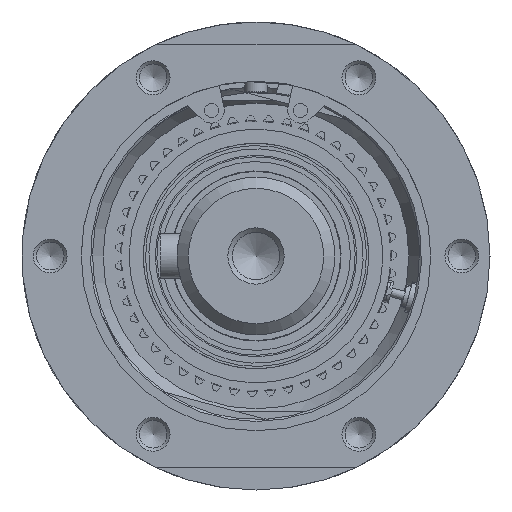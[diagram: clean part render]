
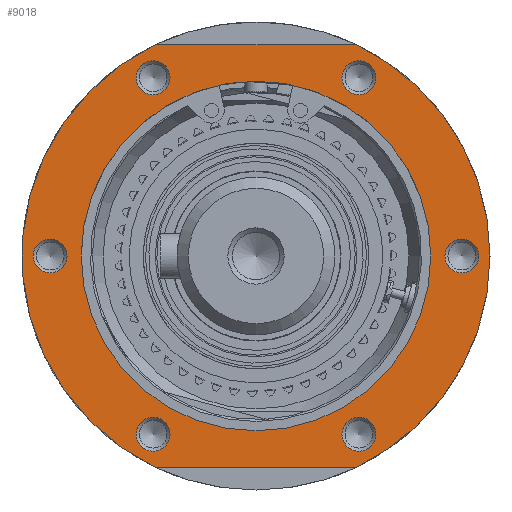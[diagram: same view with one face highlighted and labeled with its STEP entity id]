
A CAD part, left-side view. The second image highlights one B-rep face of the part: STEP entity #9018.
In plain terms, the highlighted planar face has unit normal (-1, 0, 0).
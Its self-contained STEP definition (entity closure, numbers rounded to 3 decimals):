
#279=PLANE('',#9733);
#436=FACE_BOUND('',#1110,.T.);
#437=FACE_BOUND('',#1111,.T.);
#438=FACE_BOUND('',#1112,.T.);
#439=FACE_BOUND('',#1113,.T.);
#440=FACE_BOUND('',#1114,.T.);
#441=FACE_BOUND('',#1115,.T.);
#442=FACE_BOUND('',#1116,.T.);
#523=FACE_OUTER_BOUND('',#1109,.T.);
#1109=EDGE_LOOP('',(#5822,#5823,#5824,#5825,#5826));
#1110=EDGE_LOOP('',(#5827));
#1111=EDGE_LOOP('',(#5828));
#1112=EDGE_LOOP('',(#5829));
#1113=EDGE_LOOP('',(#5830,#5831));
#1114=EDGE_LOOP('',(#5832));
#1115=EDGE_LOOP('',(#5833));
#1116=EDGE_LOOP('',(#5834));
#1955=LINE('',#14382,#2306);
#1959=LINE('',#14393,#2310);
#2306=VECTOR('',#11151,10.);
#2310=VECTOR('',#11161,10.);
#2675=CIRCLE('',#9726,41.5);
#2676=CIRCLE('',#9727,41.5);
#2677=CIRCLE('',#9728,41.5);
#2678=CIRCLE('',#9730,3.);
#2681=CIRCLE('',#9734,3.);
#2682=CIRCLE('',#9735,3.);
#2683=CIRCLE('',#9736,3.);
#2684=CIRCLE('',#9737,31.);
#2685=CIRCLE('',#9738,31.);
#2686=CIRCLE('',#9739,3.);
#2687=CIRCLE('',#9740,3.);
#3426=VERTEX_POINT('',#14379);
#3427=VERTEX_POINT('',#14381);
#3430=VERTEX_POINT('',#14390);
#3431=VERTEX_POINT('',#14392);
#3434=VERTEX_POINT('',#14400);
#3435=VERTEX_POINT('',#14406);
#3438=VERTEX_POINT('',#14414);
#3439=VERTEX_POINT('',#14416);
#3440=VERTEX_POINT('',#14418);
#3441=VERTEX_POINT('',#14420);
#3442=VERTEX_POINT('',#14421);
#3443=VERTEX_POINT('',#14424);
#3444=VERTEX_POINT('',#14426);
#4374=EDGE_CURVE('',#3427,#3426,#1955,.T.);
#4379=EDGE_CURVE('',#3431,#3430,#1959,.T.);
#4384=EDGE_CURVE('',#3434,#3426,#2675,.T.);
#4385=EDGE_CURVE('',#3427,#3430,#2676,.T.);
#4386=EDGE_CURVE('',#3431,#3434,#2677,.T.);
#4387=EDGE_CURVE('',#3435,#3435,#2678,.T.);
#4391=EDGE_CURVE('',#3438,#3438,#2681,.T.);
#4392=EDGE_CURVE('',#3439,#3439,#2682,.T.);
#4393=EDGE_CURVE('',#3440,#3440,#2683,.T.);
#4394=EDGE_CURVE('',#3441,#3442,#2684,.T.);
#4395=EDGE_CURVE('',#3442,#3441,#2685,.T.);
#4396=EDGE_CURVE('',#3443,#3443,#2686,.T.);
#4397=EDGE_CURVE('',#3444,#3444,#2687,.T.);
#5822=ORIENTED_EDGE('',*,*,#4374,.T.);
#5823=ORIENTED_EDGE('',*,*,#4384,.F.);
#5824=ORIENTED_EDGE('',*,*,#4386,.F.);
#5825=ORIENTED_EDGE('',*,*,#4379,.T.);
#5826=ORIENTED_EDGE('',*,*,#4385,.F.);
#5827=ORIENTED_EDGE('',*,*,#4391,.F.);
#5828=ORIENTED_EDGE('',*,*,#4392,.F.);
#5829=ORIENTED_EDGE('',*,*,#4393,.F.);
#5830=ORIENTED_EDGE('',*,*,#4394,.T.);
#5831=ORIENTED_EDGE('',*,*,#4395,.T.);
#5832=ORIENTED_EDGE('',*,*,#4396,.F.);
#5833=ORIENTED_EDGE('',*,*,#4397,.F.);
#5834=ORIENTED_EDGE('',*,*,#4387,.F.);
#9018=ADVANCED_FACE('',(#523,#436,#437,#438,#439,#440,#441,#442),#279,.T.);
#9726=AXIS2_PLACEMENT_3D('',#14402,#11170,#11171);
#9727=AXIS2_PLACEMENT_3D('',#14403,#11172,#11173);
#9728=AXIS2_PLACEMENT_3D('',#14404,#11174,#11175);
#9730=AXIS2_PLACEMENT_3D('',#14407,#11178,#11179);
#9733=AXIS2_PLACEMENT_3D('',#14413,#11185,#11186);
#9734=AXIS2_PLACEMENT_3D('',#14415,#11187,#11188);
#9735=AXIS2_PLACEMENT_3D('',#14417,#11189,#11190);
#9736=AXIS2_PLACEMENT_3D('',#14419,#11191,#11192);
#9737=AXIS2_PLACEMENT_3D('',#14422,#11193,#11194);
#9738=AXIS2_PLACEMENT_3D('',#14423,#11195,#11196);
#9739=AXIS2_PLACEMENT_3D('',#14425,#11197,#11198);
#9740=AXIS2_PLACEMENT_3D('',#14427,#11199,#11200);
#11151=DIRECTION('',(0.,-1.,0.));
#11161=DIRECTION('',(0.,1.,0.));
#11170=DIRECTION('center_axis',(1.,0.,0.));
#11171=DIRECTION('ref_axis',(0.,1.,0.));
#11172=DIRECTION('center_axis',(1.,0.,0.));
#11173=DIRECTION('ref_axis',(0.,1.,0.));
#11174=DIRECTION('center_axis',(1.,0.,0.));
#11175=DIRECTION('ref_axis',(0.,1.,0.));
#11178=DIRECTION('center_axis',(-1.,0.,0.));
#11179=DIRECTION('ref_axis',(0.,0.866,0.5));
#11185=DIRECTION('center_axis',(-1.,0.,0.));
#11186=DIRECTION('ref_axis',(0.,0.,1.));
#11187=DIRECTION('center_axis',(-1.,0.,0.));
#11188=DIRECTION('ref_axis',(0.,0.,
1.));
#11189=DIRECTION('center_axis',(-1.,0.,0.));
#11190=DIRECTION('ref_axis',(0.,-0.866,0.5));
#11191=DIRECTION('center_axis',(-1.,0.,0.));
#11192=DIRECTION('ref_axis',(0.,-0.866,-0.5));
#11193=DIRECTION('center_axis',(1.,0.,0.));
#11194=DIRECTION('ref_axis',(0.,1.,0.));
#11195=DIRECTION('center_axis',(1.,0.,0.));
#11196=DIRECTION('ref_axis',(0.,1.,0.));
#11197=DIRECTION('center_axis',(-1.,0.,0.));
#11198=DIRECTION('ref_axis',(0.,0.,-1.));
#11199=DIRECTION('center_axis',(-1.,0.,0.));
#11200=DIRECTION('ref_axis',(0.,0.866,-0.5));
#14379=CARTESIAN_POINT('',(-225.,-17.776,-37.5));
#14381=CARTESIAN_POINT('',(-225.,17.776,-37.5));
#14382=CARTESIAN_POINT('',(-225.,4.214,-37.5));
#14390=CARTESIAN_POINT('',(-225.,17.776,37.5));
#14392=CARTESIAN_POINT('',(-225.,-17.776,37.5));
#14393=CARTESIAN_POINT('',(-225.,32.036,37.5));
#14400=CARTESIAN_POINT('',(-225.,-41.5,0.));
#14402=CARTESIAN_POINT('Origin',(-225.,0.,0.));
#14403=CARTESIAN_POINT('Origin',(-225.,0.,0.));
#14404=CARTESIAN_POINT('Origin',(-225.,0.,0.));
#14406=CARTESIAN_POINT('',(-225.,-20.848,30.11));
#14407=CARTESIAN_POINT('Origin',(-225.,-18.25,31.61));
#14413=CARTESIAN_POINT('Origin',(-225.,36.25,0.));
#14414=CARTESIAN_POINT('',(-225.,-36.5,-3.));
#14415=CARTESIAN_POINT('Origin',(-225.,-36.5,0.));
#14416=CARTESIAN_POINT('',(-225.,-15.652,-33.11));
#14417=CARTESIAN_POINT('Origin',(-225.,-18.25,-31.61));
#14418=CARTESIAN_POINT('',(-225.,20.848,-30.11));
#14419=CARTESIAN_POINT('Origin',(-225.,18.25,-31.61));
#14420=CARTESIAN_POINT('',(-225.,31.,0.));
#14421=CARTESIAN_POINT('',(-225.,-31.,0.));
#14422=CARTESIAN_POINT('Origin',(-225.,0.,0.));
#14423=CARTESIAN_POINT('Origin',(-225.,0.,0.));
#14424=CARTESIAN_POINT('',(-225.,36.5,3.));
#14425=CARTESIAN_POINT('Origin',(-225.,36.5,0.));
#14426=CARTESIAN_POINT('',(-225.,15.652,33.11));
#14427=CARTESIAN_POINT('Origin',(-225.,18.25,31.61));
